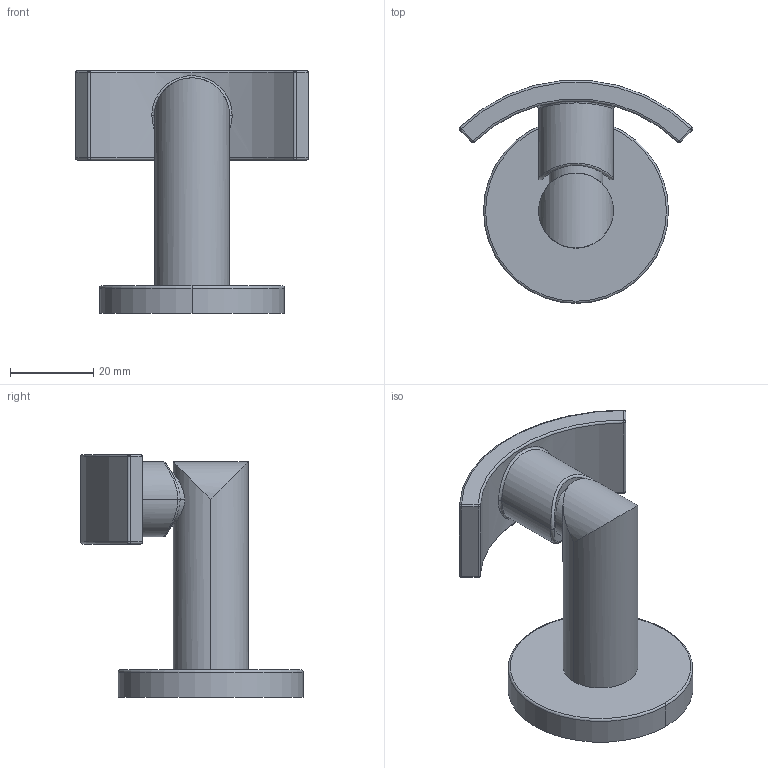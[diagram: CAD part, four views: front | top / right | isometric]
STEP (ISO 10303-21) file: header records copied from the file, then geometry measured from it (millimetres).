
FILE_DESCRIPTION((''),'2;1');
FILE_NAME('990-1660','2021-10-28T13:49:42',('jinson.thomas'),(''),'CREO PARAMETRIC BY PTC INC, 2018400','CREO PARAMETRIC BY PTC INC, 2018400','');
FILE_SCHEMA(('CONFIG_CONTROL_DESIGN'));
Length unit declared in the file: inch
Products named in the file (1): 990-1660
Bounding box: 56.14 x 53.42 x 58.36 mm (x, y, z)
Volume: 33306.5 mm3; surface area: 10704.7 mm2
Topology: 1 solids, 1 shells, 44 faces, 86 edges, 48 vertices
Faces by surface type: cylinder 20, sphere 8, plane 6, torus 6, bspline 4
Entity records: 2048 total; most frequent: CARTESIAN_POINT 1122, DIRECTION 196, ORIENTED_EDGE 172, AXIS2_PLACEMENT_3D 86, EDGE_CURVE 86, VERTEX_POINT 48, EDGE_LOOP 48, CIRCLE 46
